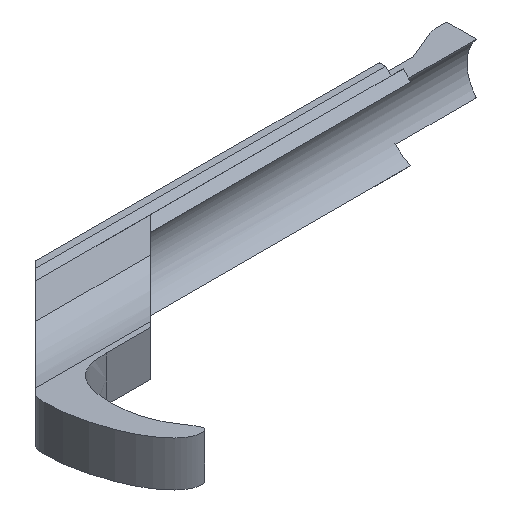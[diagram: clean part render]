
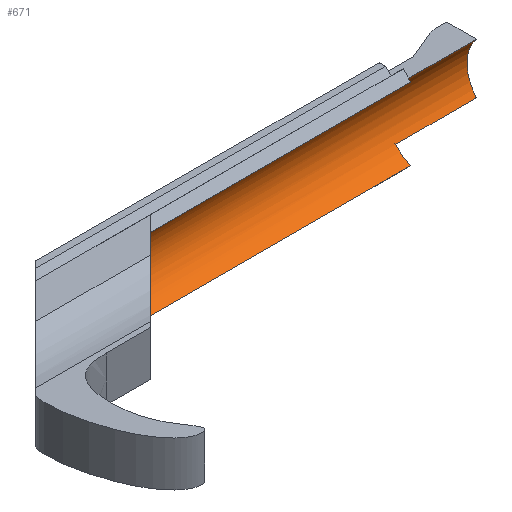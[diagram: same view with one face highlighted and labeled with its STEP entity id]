
A CAD part, isometric view. The second image highlights one B-rep face of the part: STEP entity #671.
In plain terms, the highlighted cylindrical face has radius 8.128 mm (diameter 16.256 mm), a full revolution.
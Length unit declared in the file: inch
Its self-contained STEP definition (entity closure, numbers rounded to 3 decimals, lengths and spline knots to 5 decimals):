
#20=ELLIPSE('',#721,0.45255,0.32);
#21=ELLIPSE('',#722,0.45255,0.32);
#23=ELLIPSE('',#728,0.45255,0.32);
#29=CIRCLE('',#700,0.32);
#30=CIRCLE('',#702,0.32);
#32=CIRCLE('',#715,0.32);
#35=CIRCLE('',#733,0.32);
#36=CIRCLE('',#734,0.32);
#42=CYLINDRICAL_SURFACE('',#736,0.32);
#70=FACE_OUTER_BOUND('',#104,.T.);
#104=EDGE_LOOP('',(#577,#578,#579,#580,#581,#582,#583,#584,#585,#586,#587,
#588,#589,#590));
#125=LINE('',#959,#201);
#151=LINE('',#1042,#227);
#184=LINE('',#1147,#260);
#185=LINE('',#1148,#261);
#186=LINE('',#1149,#262);
#201=VECTOR('',#771,0.3937);
#227=VECTOR('',#825,0.3937);
#260=VECTOR('',#908,0.32);
#261=VECTOR('',#909,0.3937);
#262=VECTOR('',#910,0.3937);
#276=VERTEX_POINT('',#956);
#277=VERTEX_POINT('',#958);
#281=VERTEX_POINT('',#970);
#285=VERTEX_POINT('',#980);
#300=VERTEX_POINT('',#1040);
#302=VERTEX_POINT('',#1051);
#303=VERTEX_POINT('',#1053);
#313=VERTEX_POINT('',#1078);
#314=VERTEX_POINT('',#1080);
#323=VERTEX_POINT('',#1128);
#324=VERTEX_POINT('',#1129);
#327=VERTEX_POINT('',#1139);
#344=EDGE_CURVE('',#276,#277,#125,.T.);
#350=EDGE_CURVE('',#281,#277,#29,.T.);
#356=EDGE_CURVE('',#285,#276,#30,.T.);
#376=EDGE_CURVE('',#285,#300,#151,.T.);
#382=EDGE_CURVE('',#303,#302,#32,.T.);
#395=EDGE_CURVE('',#314,#313,#20,.T.);
#396=EDGE_CURVE('',#300,#314,#21,.T.);
#411=EDGE_CURVE('',#323,#324,#23,.T.);
#416=EDGE_CURVE('',#323,#327,#35,.T.);
#417=EDGE_CURVE('',#327,#324,#36,.T.);
#421=EDGE_CURVE('',#314,#327,#184,.T.);
#422=EDGE_CURVE('',#303,#313,#185,.T.);
#423=EDGE_CURVE('',#302,#281,#186,.T.);
#577=ORIENTED_EDGE('',*,*,#350,.T.);
#578=ORIENTED_EDGE('',*,*,#344,.F.);
#579=ORIENTED_EDGE('',*,*,#356,.F.);
#580=ORIENTED_EDGE('',*,*,#376,.T.);
#581=ORIENTED_EDGE('',*,*,#396,.T.);
#582=ORIENTED_EDGE('',*,*,#421,.T.);
#583=ORIENTED_EDGE('',*,*,#416,.F.);
#584=ORIENTED_EDGE('',*,*,#411,.T.);
#585=ORIENTED_EDGE('',*,*,#417,.F.);
#586=ORIENTED_EDGE('',*,*,#421,.F.);
#587=ORIENTED_EDGE('',*,*,#395,.T.);
#588=ORIENTED_EDGE('',*,*,#422,.F.);
#589=ORIENTED_EDGE('',*,*,#382,.T.);
#590=ORIENTED_EDGE('',*,*,#423,.T.);
#671=ADVANCED_FACE('',(#70),#42,.F.);
#700=AXIS2_PLACEMENT_3D('',#971,#781,#782);
#702=AXIS2_PLACEMENT_3D('',#982,#790,#791);
#715=AXIS2_PLACEMENT_3D('',#1054,#837,#838);
#721=AXIS2_PLACEMENT_3D('',#1081,#859,#860);
#722=AXIS2_PLACEMENT_3D('',#1082,#861,#862);
#728=AXIS2_PLACEMENT_3D('',#1130,#885,#886);
#733=AXIS2_PLACEMENT_3D('',#1140,#897,#898);
#734=AXIS2_PLACEMENT_3D('',#1141,#899,#900);
#736=AXIS2_PLACEMENT_3D('',#1146,#906,#907);
#771=DIRECTION('',(1.,0.,0.));
#781=DIRECTION('center_axis',(1.,0.,0.));
#782=DIRECTION('ref_axis',(0.,0.,1.));
#790=DIRECTION('center_axis',(-1.,0.,0.));
#791=DIRECTION('ref_axis',(0.,0.,1.));
#825=DIRECTION('',(-1.,0.,0.));
#837=DIRECTION('center_axis',(1.,0.,0.));
#838=DIRECTION('ref_axis',(0.,0.,-1.));
#859=DIRECTION('center_axis',(0.707,-0.707,0.));
#860=DIRECTION('ref_axis',(0.707,0.707,0.));
#861=DIRECTION('center_axis',(0.707,-0.707,0.));
#862=DIRECTION('ref_axis',(0.707,0.707,0.));
#885=DIRECTION('center_axis',(-0.707,0.707,0.));
#886=DIRECTION('ref_axis',(0.707,0.707,0.));
#897=DIRECTION('center_axis',(1.,0.,0.));
#898=DIRECTION('ref_axis',(0.,0.,-1.));
#899=DIRECTION('center_axis',(1.,0.,0.));
#900=DIRECTION('ref_axis',(0.,0.,-1.));
#906=DIRECTION('center_axis',(1.,0.,0.));
#907=DIRECTION('ref_axis',(0.,0.,-1.));
#908=DIRECTION('',(-1.,0.,0.));
#909=DIRECTION('',(-1.,0.,0.));
#910=DIRECTION('',(1.,0.,0.));
#956=CARTESIAN_POINT('',(3.6484,-0.71296,0.20875));
#958=CARTESIAN_POINT('',(4.3125,-0.71296,0.20875));
#959=CARTESIAN_POINT('',(0.625,-0.71296,0.20875));
#970=CARTESIAN_POINT('',(4.3125,-0.71296,-0.20875));
#971=CARTESIAN_POINT('Origin',(4.3125,-0.9555,0.));
#980=CARTESIAN_POINT('',(3.6484,-0.83664,0.29711));
#982=CARTESIAN_POINT('Origin',(3.6484,-0.9555,0.));
#1040=CARTESIAN_POINT('',(1.50875,-0.83664,0.29711));
#1042=CARTESIAN_POINT('',(1.625,-0.83664,0.29711));
#1051=CARTESIAN_POINT('',(3.6484,-0.71296,-0.20875));
#1053=CARTESIAN_POINT('',(3.6484,-0.83664,-0.29711));
#1054=CARTESIAN_POINT('Origin',(3.6484,-0.9555,0.));
#1078=CARTESIAN_POINT('',(1.50875,-0.83664,-0.29711));
#1080=CARTESIAN_POINT('',(1.38989,-0.9555,0.32));
#1081=CARTESIAN_POINT('Origin',(1.38989,-0.9555,0.));
#1082=CARTESIAN_POINT('Origin',(1.38989,-0.9555,0.));
#1128=CARTESIAN_POINT('',(0.625,-0.776,0.26491));
#1129=CARTESIAN_POINT('',(0.625,-0.776,-0.26491));
#1130=CARTESIAN_POINT('Origin',(0.4455,-0.9555,0.));
#1139=CARTESIAN_POINT('',(0.625,-0.9555,0.32));
#1140=CARTESIAN_POINT('Origin',(0.625,-0.9555,0.));
#1141=CARTESIAN_POINT('Origin',(0.625,-0.9555,0.));
#1146=CARTESIAN_POINT('Origin',(0.625,-0.9555,0.));
#1147=CARTESIAN_POINT('',(0.625,-0.9555,0.32));
#1148=CARTESIAN_POINT('',(1.625,-0.83664,-0.29711));
#1149=CARTESIAN_POINT('',(0.625,-0.71296,-0.20875));
